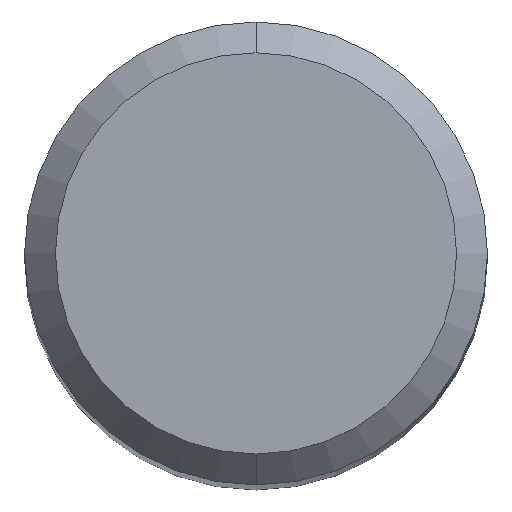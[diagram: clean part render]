
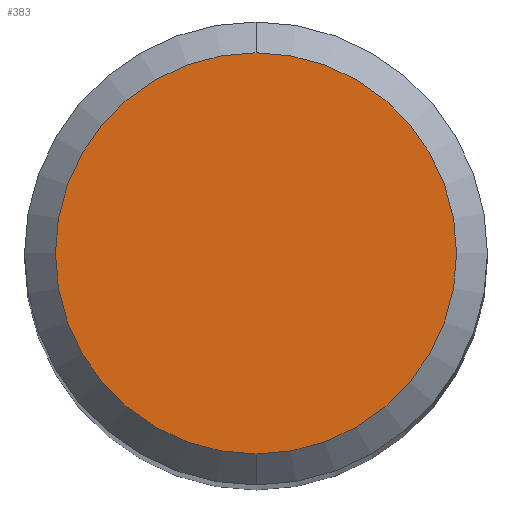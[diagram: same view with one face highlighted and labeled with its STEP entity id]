
A CAD part, top view. The second image highlights one B-rep face of the part: STEP entity #383.
In plain terms, the highlighted planar face has unit normal (0, 0, 1).
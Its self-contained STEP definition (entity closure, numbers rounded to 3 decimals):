
#245=EDGE_CURVE('',#391,#317,#554,.T.);
#301=EDGE_CURVE('',#317,#391,#615,.T.);
#317=VERTEX_POINT('',#631);
#383=ADVANCED_FACE('',(#701),#702,.T.);
#391=VERTEX_POINT('',#710);
#554=CIRCLE('',#946,2.6);
#615=CIRCLE('',#1133,2.6);
#631=CARTESIAN_POINT('',(0.0,2.6,0.0));
#701=FACE_OUTER_BOUND('',#1291,.T.);
#702=PLANE('',#1292);
#710=CARTESIAN_POINT('',(0.,-2.6,0.0));
#946=AXIS2_PLACEMENT_3D('',#1523,#1524,#1525);
#1133=AXIS2_PLACEMENT_3D('',#1589,#1590,#1591);
#1291=EDGE_LOOP('',(#1660,#1661));
#1292=AXIS2_PLACEMENT_3D('',#1662,#1663,#1664);
#1523=CARTESIAN_POINT('',(0.0,0.0,0.0));
#1524=DIRECTION('',(0.0,0.0,-1.0));
#1525=DIRECTION('',(0.0,1.0,0.0));
#1589=CARTESIAN_POINT('',(0.0,0.0,0.0));
#1590=DIRECTION('',(0.0,0.0,-1.0));
#1591=DIRECTION('',(0.0,1.0,0.0));
#1660=ORIENTED_EDGE('',*,*,#301,.F.);
#1661=ORIENTED_EDGE('',*,*,#245,.F.);
#1662=CARTESIAN_POINT('',(0.0,1.3,0.0));
#1663=DIRECTION('',(-0.0,0.0,1.0));
#1664=DIRECTION('',(0.0,-1.0,0.0));
